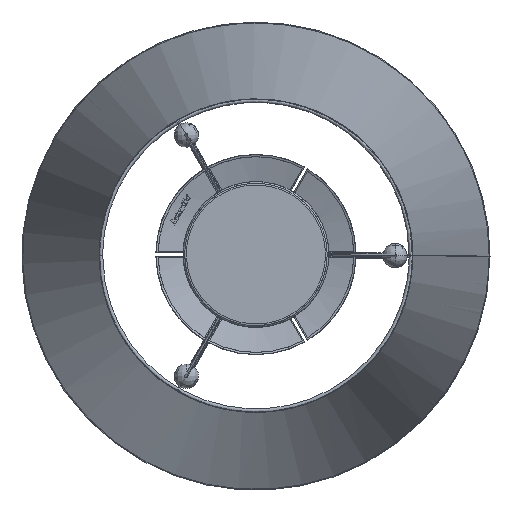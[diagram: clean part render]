
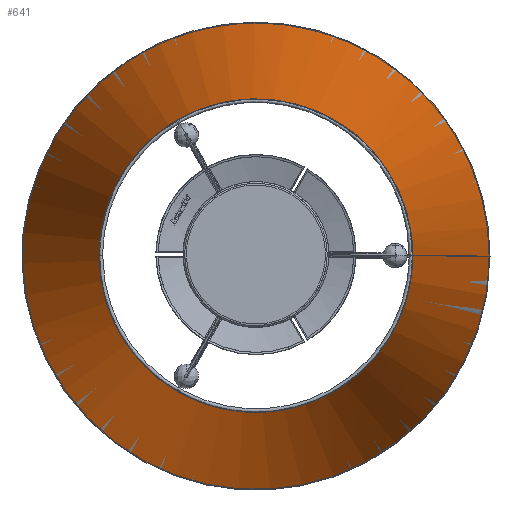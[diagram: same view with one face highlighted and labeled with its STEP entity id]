
A CAD part, top view. The second image highlights one B-rep face of the part: STEP entity #641.
In plain terms, the highlighted free-form (B-spline) face has degree [2, 1] with [9, 2] control points.
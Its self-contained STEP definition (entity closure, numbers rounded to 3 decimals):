
#641=ADVANCED_FACE('',(#1753),#17747,.T.);
#1753=FACE_OUTER_BOUND('',#2885,.T.);
#2885=EDGE_LOOP('',(#5699,#5700,#5701,#5702));
#5699=ORIENTED_EDGE('',*,*,#10432,.T.);
#5700=ORIENTED_EDGE('',*,*,#10429,.T.);
#5701=ORIENTED_EDGE('',*,*,#10431,.F.);
#5702=ORIENTED_EDGE('',*,*,#10430,.F.);
#10429=EDGE_CURVE('',#16030,#16031,#12850,.T.);
#10430=EDGE_CURVE('',#16032,#16033,#12851,.T.);
#10431=EDGE_CURVE('',#16033,#16031,#14422,.T.);
#10432=EDGE_CURVE('',#16032,#16030,#14423,.T.);
#12850=(
BOUNDED_CURVE()
B_SPLINE_CURVE(2,(#38585,#38586,#38587,#38588,#38589,#38590,#38591,#38592,
#38593),.UNSPECIFIED.,.F.,.F.)
B_SPLINE_CURVE_WITH_KNOTS((3,2,2,2,3),(-885.657,-664.243,
-442.829,-221.414,0.),.UNSPECIFIED.)
CURVE()
GEOMETRIC_REPRESENTATION_ITEM()
RATIONAL_B_SPLINE_CURVE((1.,0.707,1.,0.707,1.,0.707,
1.,0.707,1.))
REPRESENTATION_ITEM('')
);
#12851=(
BOUNDED_CURVE()
B_SPLINE_CURVE(2,(#38594,#38595,#38596,#38597,#38598,#38599,#38600,#38601,
#38602),.UNSPECIFIED.,.F.,.F.)
B_SPLINE_CURVE_WITH_KNOTS((3,2,2,2,3),(-1321.209,-990.907,
-660.605,-330.302,0.),.UNSPECIFIED.)
CURVE()
GEOMETRIC_REPRESENTATION_ITEM()
RATIONAL_B_SPLINE_CURVE((1.,0.707,1.,0.707,1.,0.707,
1.,0.707,1.))
REPRESENTATION_ITEM('')
);
#14422=B_SPLINE_CURVE_WITH_KNOTS('',3,(#38603,#38604,#38605,#38606,#38607,
#38608,#38609),.UNSPECIFIED.,.F.,.F.,(4,3,4),(-1.,-0.853,0.),
 .UNSPECIFIED.);
#14423=B_SPLINE_CURVE_WITH_KNOTS('',3,(#38610,#38611,#38612,#38613,#38614,
#38615,#38616),.UNSPECIFIED.,.F.,.F.,(4,3,4),(-1.,-0.853,0.),
 .UNSPECIFIED.);
#16030=VERTEX_POINT('',#38581);
#16031=VERTEX_POINT('',#38582);
#16032=VERTEX_POINT('',#38583);
#16033=VERTEX_POINT('',#38584);
#17747=(
BOUNDED_SURFACE()
B_SPLINE_SURFACE(2,1,((#38563,#38564),(#38565,#38566),(#38567,#38568),(#38569,
#38570),(#38571,#38572),(#38573,#38574),(#38575,#38576),(#38577,#38578),
(#38579,#38580)),.UNSPECIFIED.,.T.,.F.,.F.)
B_SPLINE_SURFACE_WITH_KNOTS((3,2,2,2,3),(2,2),(0.,363.84,727.68,
1091.52,1455.36),(0.,992.439),.UNSPECIFIED.)
GEOMETRIC_REPRESENTATION_ITEM()
RATIONAL_B_SPLINE_SURFACE(((1.,1.),(0.707,0.707),
(1.,1.),(0.707,0.707),(1.,1.),(0.707,
0.707),(1.,1.),(0.707,0.707),(1.,1.)))
REPRESENTATION_ITEM('')
SURFACE()
);
#38563=CARTESIAN_POINT('',(0.,0.,580.523));
#38564=CARTESIAN_POINT('',(231.628,0.,-384.507));
#38565=CARTESIAN_POINT('',(0.,0.,580.523));
#38566=CARTESIAN_POINT('',(231.628,-231.628,-384.507));
#38567=CARTESIAN_POINT('',(0.,0.,580.523));
#38568=CARTESIAN_POINT('',(0.,-231.628,-384.507));
#38569=CARTESIAN_POINT('',(0.,0.,580.523));
#38570=CARTESIAN_POINT('',(-231.628,-231.628,-384.507));
#38571=CARTESIAN_POINT('',(0.,0.,580.523));
#38572=CARTESIAN_POINT('',(-231.628,0.,-384.507));
#38573=CARTESIAN_POINT('',(0.,0.,580.523));
#38574=CARTESIAN_POINT('',(-231.628,231.628,-384.507));
#38575=CARTESIAN_POINT('',(0.,0.,580.523));
#38576=CARTESIAN_POINT('',(0.,231.628,-384.507));
#38577=CARTESIAN_POINT('',(0.,0.,580.523));
#38578=CARTESIAN_POINT('',(231.628,231.628,-384.507));
#38579=CARTESIAN_POINT('',(0.,0.,580.523));
#38580=CARTESIAN_POINT('',(231.628,0.,-384.507));
#38581=CARTESIAN_POINT('',(140.989,-0.1,-6.878));
#38582=CARTESIAN_POINT('',(140.989,0.1,-6.878));
#38583=CARTESIAN_POINT('',(210.309,-0.1,-295.686));
#38584=CARTESIAN_POINT('',(210.309,0.1,-295.686));
#38585=CARTESIAN_POINT('',(140.989,-0.1,-6.878));
#38586=CARTESIAN_POINT('',(140.889,-141.039,-6.878));
#38587=CARTESIAN_POINT('',(-0.05,-140.989,-6.878));
#38588=CARTESIAN_POINT('',(-140.989,-140.939,-6.878));
#38589=CARTESIAN_POINT('',(-140.989,0.,-6.878));
#38590=CARTESIAN_POINT('',(-140.989,140.939,-6.878));
#38591=CARTESIAN_POINT('',(-0.05,140.989,-6.878));
#38592=CARTESIAN_POINT('',(140.889,141.039,-6.878));
#38593=CARTESIAN_POINT('',(140.989,0.1,-6.878));
#38594=CARTESIAN_POINT('',(210.309,-0.1,-295.686));
#38595=CARTESIAN_POINT('',(210.209,-210.359,-295.686));
#38596=CARTESIAN_POINT('',(-0.05,-210.309,-295.686));
#38597=CARTESIAN_POINT('',(-210.309,-210.259,-295.686));
#38598=CARTESIAN_POINT('',(-210.309,0.,-295.686));
#38599=CARTESIAN_POINT('',(-210.309,210.259,-295.686));
#38600=CARTESIAN_POINT('',(-0.05,210.309,-295.686));
#38601=CARTESIAN_POINT('',(210.209,210.359,-295.686));
#38602=CARTESIAN_POINT('',(210.309,0.1,-295.686));
#38603=CARTESIAN_POINT('',(210.309,0.1,-295.686));
#38604=CARTESIAN_POINT('',(206.911,0.1,-281.53));
#38605=CARTESIAN_POINT('',(203.513,0.1,-267.373));
#38606=CARTESIAN_POINT('',(200.115,0.1,-253.216));
#38607=CARTESIAN_POINT('',(180.406,0.1,-171.103));
#38608=CARTESIAN_POINT('',(160.697,0.1,-88.99));
#38609=CARTESIAN_POINT('',(140.989,0.1,-6.878));
#38610=CARTESIAN_POINT('',(210.309,-0.1,-295.686));
#38611=CARTESIAN_POINT('',(206.911,-0.1,-281.53));
#38612=CARTESIAN_POINT('',(203.513,-0.1,-267.373));
#38613=CARTESIAN_POINT('',(200.115,-0.1,-253.216));
#38614=CARTESIAN_POINT('',(180.406,-0.1,-171.103));
#38615=CARTESIAN_POINT('',(160.697,-0.1,-88.99));
#38616=CARTESIAN_POINT('',(140.989,-0.1,-6.878));
